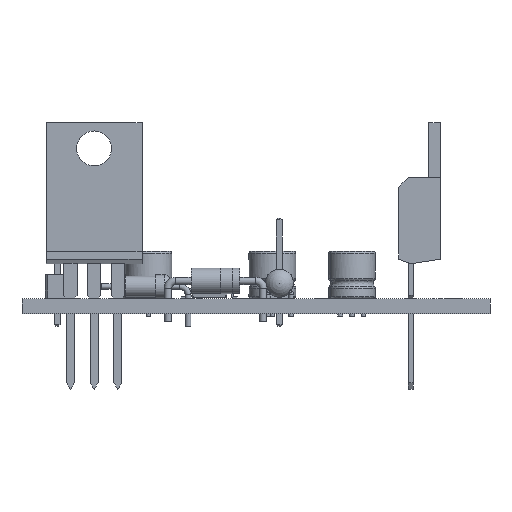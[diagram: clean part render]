
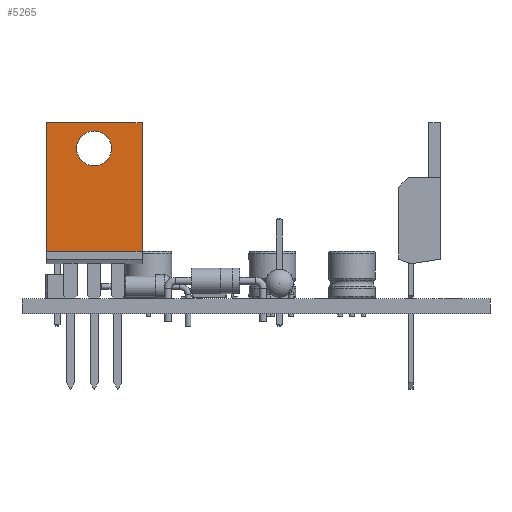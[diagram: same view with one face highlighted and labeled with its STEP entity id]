
A CAD part, front view. The second image highlights one B-rep face of the part: STEP entity #5265.
In plain terms, the highlighted face is planar.
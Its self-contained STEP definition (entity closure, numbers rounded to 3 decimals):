
#4710 = VERTEX_POINT('',#4711);
#4711 = CARTESIAN_POINT('',(-2.575,3.16,18.775));
#4717 = EDGE_CURVE('',#4718,#4710,#4720,.T.);
#4718 = VERTEX_POINT('',#4719);
#4719 = CARTESIAN_POINT('',(-2.575,3.16,5.));
#4720 = LINE('',#4721,#4722);
#4721 = CARTESIAN_POINT('',(-2.575,3.16,5.));
#4722 = VECTOR('',#4723,1.);
#4723 = DIRECTION('',(0.,0.,1.));
#4776 = VERTEX_POINT('',#4777);
#4777 = CARTESIAN_POINT('',(7.655,3.16,5.));
#4783 = EDGE_CURVE('',#4776,#4784,#4786,.T.);
#4784 = VERTEX_POINT('',#4785);
#4785 = CARTESIAN_POINT('',(7.655,3.16,18.775));
#4786 = LINE('',#4787,#4788);
#4787 = CARTESIAN_POINT('',(7.655,3.16,5.));
#4788 = VECTOR('',#4789,1.);
#4789 = DIRECTION('',(0.,0.,1.));
#4808 = EDGE_CURVE('',#4718,#4776,#4809,.T.);
#4809 = LINE('',#4810,#4811);
#4810 = CARTESIAN_POINT('',(-2.575,3.16,5.));
#4811 = VECTOR('',#4812,1.);
#4812 = DIRECTION('',(1.,0.,0.));
#5265 = ADVANCED_FACE('',(#5266,#5277),#5288,.T.);
#5266 = FACE_BOUND('',#5267,.T.);
#5267 = EDGE_LOOP('',(#5268,#5269,#5275,#5276));
#5268 = ORIENTED_EDGE('',*,*,#4717,.T.);
#5269 = ORIENTED_EDGE('',*,*,#5270,.T.);
#5270 = EDGE_CURVE('',#4710,#4784,#5271,.T.);
#5271 = LINE('',#5272,#5273);
#5272 = CARTESIAN_POINT('',(-2.575,3.16,18.775));
#5273 = VECTOR('',#5274,1.);
#5274 = DIRECTION('',(1.,0.,0.));
#5275 = ORIENTED_EDGE('',*,*,#4783,.F.);
#5276 = ORIENTED_EDGE('',*,*,#4808,.F.);
#5277 = FACE_BOUND('',#5278,.T.);
#5278 = EDGE_LOOP('',(#5279));
#5279 = ORIENTED_EDGE('',*,*,#5280,.T.);
#5280 = EDGE_CURVE('',#5281,#5281,#5283,.T.);
#5281 = VERTEX_POINT('',#5282);
#5282 = CARTESIAN_POINT('',(4.408,3.16,16.005));
#5283 = CIRCLE('',#5284,1.868);
#5284 = AXIS2_PLACEMENT_3D('',#5285,#5286,#5287);
#5285 = CARTESIAN_POINT('',(2.54,3.16,16.005));
#5286 = DIRECTION('',(0.,-1.,0.));
#5287 = DIRECTION('',(1.,0.,0.));
#5288 = PLANE('',#5289);
#5289 = AXIS2_PLACEMENT_3D('',#5290,#5291,#5292);
#5290 = CARTESIAN_POINT('',(-2.575,3.16,5.));
#5291 = DIRECTION('',(0.,1.,0.));
#5292 = DIRECTION('',(1.,0.,0.));
